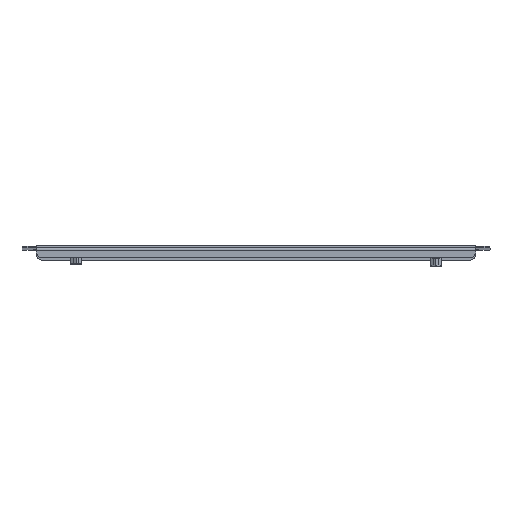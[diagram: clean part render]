
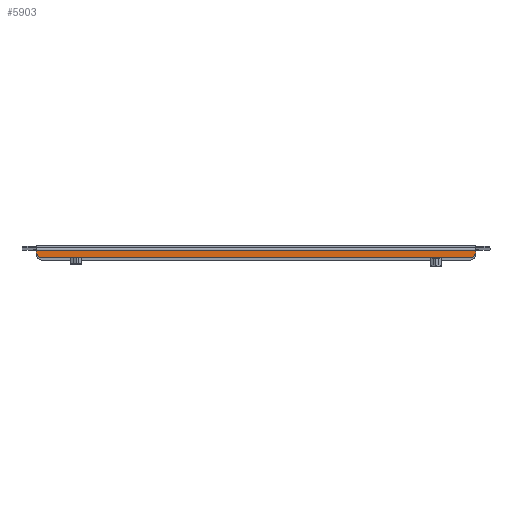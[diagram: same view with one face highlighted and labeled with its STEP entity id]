
A CAD part, top view. The second image highlights one B-rep face of the part: STEP entity #5903.
In plain terms, the highlighted planar face has unit normal (0, 0, 1).
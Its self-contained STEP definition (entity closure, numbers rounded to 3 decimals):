
#244 = ORIENTED_EDGE ( 'NONE', *, *, #8205, .T. ) ;
#717 = CARTESIAN_POINT ( 'NONE',  ( 178., -10., 545. ) ) ;
#922 = CARTESIAN_POINT ( 'NONE',  ( -183., 23.978, 545. ) ) ;
#1530 = LINE ( 'NONE', #6129, #5153 ) ;
#1966 = DIRECTION ( 'NONE',  ( 0., -1., 0. ) ) ;
#2000 = EDGE_CURVE ( 'NONE', #6499, #8959, #10596, .T. ) ;
#2282 = EDGE_LOOP ( 'NONE', ( #2538, #9272, #5856, #4899, #6453, #244 ) ) ;
#2410 = CIRCLE ( 'NONE', #2799, 5. ) ;
#2427 = CARTESIAN_POINT ( 'NONE',  ( 183., -3.5, 545. ) ) ;
#2538 = ORIENTED_EDGE ( 'NONE', *, *, #9270, .F. ) ;
#2589 = DIRECTION ( 'NONE',  ( 0., 0., 1. ) ) ;
#2601 = CARTESIAN_POINT ( 'NONE',  ( 195., -10., 545. ) ) ;
#2799 = AXIS2_PLACEMENT_3D ( 'NONE', #5322, #3329, #6923 ) ;
#2954 = AXIS2_PLACEMENT_3D ( 'NONE', #5763, #9338, #1966 ) ;
#3305 = CARTESIAN_POINT ( 'NONE',  ( -178., -10., 545. ) ) ;
#3319 = CARTESIAN_POINT ( 'NONE',  ( -183., -3.5, 545. ) ) ;
#3329 = DIRECTION ( 'NONE',  ( 0., 0., 1. ) ) ;
#3481 = VECTOR ( 'NONE', #9879, 1000. ) ;
#3670 = EDGE_CURVE ( 'NONE', #11476, #7801, #10649, .T. ) ;
#3766 = CIRCLE ( 'NONE', #10900, 5. ) ;
#4520 = VECTOR ( 'NONE', #7889, 1000. ) ;
#4633 = PLANE ( 'NONE',  #2954 ) ;
#4899 = ORIENTED_EDGE ( 'NONE', *, *, #7854, .T. ) ;
#4999 = VECTOR ( 'NONE', #7962, 1000. ) ;
#5153 = VECTOR ( 'NONE', #7064, 1000. ) ;
#5322 = CARTESIAN_POINT ( 'NONE',  ( 178., -5., 545. ) ) ;
#5352 = LINE ( 'NONE', #922, #4520 ) ;
#5763 = CARTESIAN_POINT ( 'NONE',  ( 0., 541.978, 545. ) ) ;
#5856 = ORIENTED_EDGE ( 'NONE', *, *, #3670, .T. ) ;
#5903 = ADVANCED_FACE ( 'NONE', ( #8286 ), #4633, .T. ) ;
#6129 = CARTESIAN_POINT ( 'NONE',  ( 0., -3.5, 545. ) ) ;
#6259 = CARTESIAN_POINT ( 'NONE',  ( 183., 23.978, 545. ) ) ;
#6444 = VERTEX_POINT ( 'NONE', #3319 ) ;
#6453 = ORIENTED_EDGE ( 'NONE', *, *, #2000, .F. ) ;
#6499 = VERTEX_POINT ( 'NONE', #2427 ) ;
#6923 = DIRECTION ( 'NONE',  ( 0., -1., 0. ) ) ;
#7064 = DIRECTION ( 'NONE',  ( -1., 0., 0. ) ) ;
#7801 = VERTEX_POINT ( 'NONE', #717 ) ;
#7854 = EDGE_CURVE ( 'NONE', #7801, #8959, #2410, .T. ) ;
#7889 = DIRECTION ( 'NONE',  ( 0., 1., 0. ) ) ;
#7962 = DIRECTION ( 'NONE',  ( 0., -1., 0. ) ) ;
#7999 = DIRECTION ( 'NONE',  ( 0., -1., 0. ) ) ;
#8013 = CARTESIAN_POINT ( 'NONE',  ( 183., -5., 545. ) ) ;
#8205 = EDGE_CURVE ( 'NONE', #6499, #6444, #1530, .T. ) ;
#8286 = FACE_OUTER_BOUND ( 'NONE', #2282, .T. ) ;
#8959 = VERTEX_POINT ( 'NONE', #8013 ) ;
#9270 = EDGE_CURVE ( 'NONE', #9854, #6444, #5352, .T. ) ;
#9272 = ORIENTED_EDGE ( 'NONE', *, *, #9313, .T. ) ;
#9313 = EDGE_CURVE ( 'NONE', #9854, #11476, #3766, .T. ) ;
#9338 = DIRECTION ( 'NONE',  ( 0., 0., 1. ) ) ;
#9854 = VERTEX_POINT ( 'NONE', #11369 ) ;
#9879 = DIRECTION ( 'NONE',  ( 1., 0., 0. ) ) ;
#10596 = LINE ( 'NONE', #6259, #4999 ) ;
#10631 = CARTESIAN_POINT ( 'NONE',  ( -178., -5., 545. ) ) ;
#10649 = LINE ( 'NONE', #2601, #3481 ) ;
#10900 = AXIS2_PLACEMENT_3D ( 'NONE', #10631, #2589, #7999 ) ;
#11369 = CARTESIAN_POINT ( 'NONE',  ( -183., -5., 545. ) ) ;
#11476 = VERTEX_POINT ( 'NONE', #3305 ) ;
